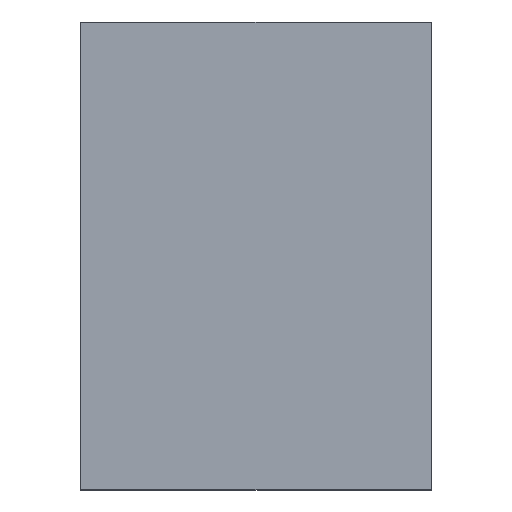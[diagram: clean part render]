
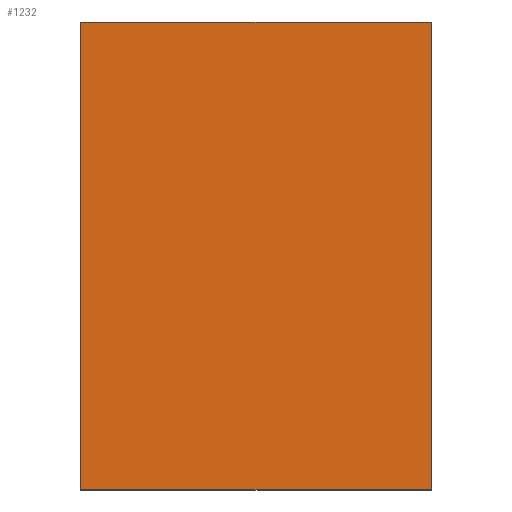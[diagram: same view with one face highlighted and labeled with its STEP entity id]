
A CAD part, top view. The second image highlights one B-rep face of the part: STEP entity #1232.
In plain terms, the highlighted planar face has unit normal (0, 0, 1).
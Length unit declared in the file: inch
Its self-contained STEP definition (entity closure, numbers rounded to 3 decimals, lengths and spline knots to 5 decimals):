
#118 = VECTOR ( 'NONE', #3633, 39.37008 ) ;
#204 = AXIS2_PLACEMENT_3D ( 'NONE', #8013, #3319, #6075 ) ;
#262 = EDGE_CURVE ( 'NONE', #921, #7246, #1659, .T. ) ;
#460 = CARTESIAN_POINT ( 'NONE',  ( 0., 2., 0. ) ) ;
#921 = VERTEX_POINT ( 'NONE', #1891 ) ;
#1232 = ADVANCED_FACE ( 'NONE', ( #3939 ), #3402, .F. ) ;
#1464 = LINE ( 'NONE', #2578, #8129 ) ;
#1659 = LINE ( 'NONE', #2931, #118 ) ;
#1891 = CARTESIAN_POINT ( 'NONE',  ( 0., 0., 0. ) ) ;
#1949 = ORIENTED_EDGE ( 'NONE', *, *, #3935, .F. ) ;
#1993 = VERTEX_POINT ( 'NONE', #5936 ) ;
#2211 = DIRECTION ( 'NONE',  ( 0., -1., 0. ) ) ;
#2431 = VECTOR ( 'NONE', #8045, 39.37008 ) ;
#2576 = VECTOR ( 'NONE', #3129, 39.37008 ) ;
#2578 = CARTESIAN_POINT ( 'NONE',  ( 1.5, 2., 0. ) ) ;
#2683 = ORIENTED_EDGE ( 'NONE', *, *, #7546, .F. ) ;
#2931 = CARTESIAN_POINT ( 'NONE',  ( 0., 0., 0. ) ) ;
#3129 = DIRECTION ( 'NONE',  ( 0., -1., 0. ) ) ;
#3319 = DIRECTION ( 'NONE',  ( 0., 0., -1. ) ) ;
#3402 = PLANE ( 'NONE',  #204 ) ;
#3541 = CARTESIAN_POINT ( 'NONE',  ( 1.5, 2., 0. ) ) ;
#3633 = DIRECTION ( 'NONE',  ( 1., 0., 0. ) ) ;
#3819 = EDGE_LOOP ( 'NONE', ( #8606, #2683, #1949, #8336 ) ) ;
#3912 = EDGE_CURVE ( 'NONE', #1993, #921, #6456, .T. ) ;
#3935 = EDGE_CURVE ( 'NONE', #1993, #7106, #8003, .T. ) ;
#3939 = FACE_OUTER_BOUND ( 'NONE', #3819, .T. ) ;
#5362 = CARTESIAN_POINT ( 'NONE',  ( 0., 2., 0. ) ) ;
#5819 = CARTESIAN_POINT ( 'NONE',  ( 1.5, 0., 0. ) ) ;
#5936 = CARTESIAN_POINT ( 'NONE',  ( 0., 2., 0. ) ) ;
#6075 = DIRECTION ( 'NONE',  ( -1., 0., 0. ) ) ;
#6456 = LINE ( 'NONE', #460, #2576 ) ;
#7106 = VERTEX_POINT ( 'NONE', #3541 ) ;
#7246 = VERTEX_POINT ( 'NONE', #5819 ) ;
#7546 = EDGE_CURVE ( 'NONE', #7106, #7246, #1464, .T. ) ;
#8003 = LINE ( 'NONE', #5362, #2431 ) ;
#8013 = CARTESIAN_POINT ( 'NONE',  ( 0., 2., 0. ) ) ;
#8045 = DIRECTION ( 'NONE',  ( 1., 0., 0. ) ) ;
#8129 = VECTOR ( 'NONE', #2211, 39.37008 ) ;
#8336 = ORIENTED_EDGE ( 'NONE', *, *, #3912, .T. ) ;
#8606 = ORIENTED_EDGE ( 'NONE', *, *, #262, .T. ) ;
